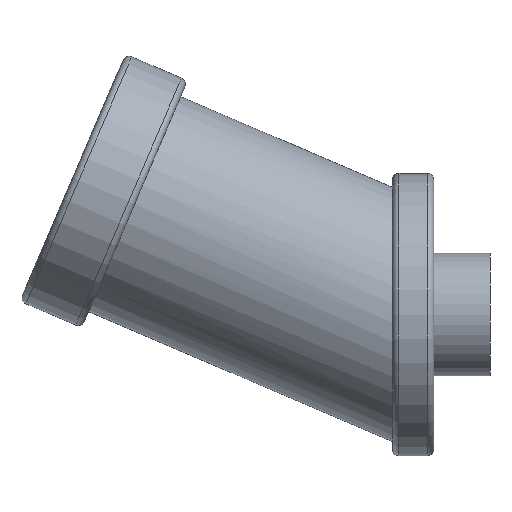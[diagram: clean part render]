
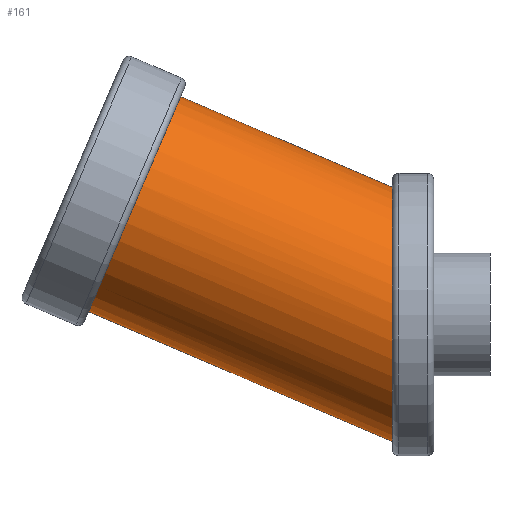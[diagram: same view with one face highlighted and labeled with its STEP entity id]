
A CAD part, front view. The second image highlights one B-rep face of the part: STEP entity #161.
In plain terms, the highlighted cylindrical face has radius 107.892 mm (diameter 215.784 mm), a full revolution.
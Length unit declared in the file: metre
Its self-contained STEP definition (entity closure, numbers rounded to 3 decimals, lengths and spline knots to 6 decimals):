
#30=ELLIPSE('',#191,0.117367,0.107892);
#31=ORIENTED_EDGE('',*,*,#59,.F.);
#32=ORIENTED_EDGE('',*,*,#60,.F.);
#59=EDGE_CURVE('',#73,#73,#87,.T.);
#60=EDGE_CURVE('',#74,#74,#30,.T.);
#73=VERTEX_POINT('',#281);
#74=VERTEX_POINT('',#283);
#87=CIRCLE('',#190,0.107892);
#100=EDGE_LOOP('',(#31));
#101=EDGE_LOOP('',(#32));
#128=FACE_BOUND('',#100,.T.);
#129=FACE_BOUND('',#101,.T.);
#156=CYLINDRICAL_SURFACE('',#189,0.107892);
#161=ADVANCED_FACE('',(#128,#129),#156,.T.);
#189=AXIS2_PLACEMENT_3D('',#279,#220,#221);
#190=AXIS2_PLACEMENT_3D('',#280,#222,#223);
#191=AXIS2_PLACEMENT_3D('',#282,#224,#225);
#220=DIRECTION('',(0.919,0.,-0.394));
#221=DIRECTION('',(0.,1.,0.));
#222=DIRECTION('',(-0.919,0.,0.394));
#223=DIRECTION('',(0.,1.,0.));
#224=DIRECTION('',(1.,0.,0.));
#225=DIRECTION('',(0.,0.,1.));
#279=CARTESIAN_POINT('',(1.137225,-0.1405,1.778407));
#280=CARTESIAN_POINT('',(1.137225,-0.1405,1.778407));
#281=CARTESIAN_POINT('',(1.137225,-0.032608,1.778407));
#282=CARTESIAN_POINT('',(1.375291,-0.1405,1.676466));
#283=CARTESIAN_POINT('',(1.375291,-0.1405,1.793833));
